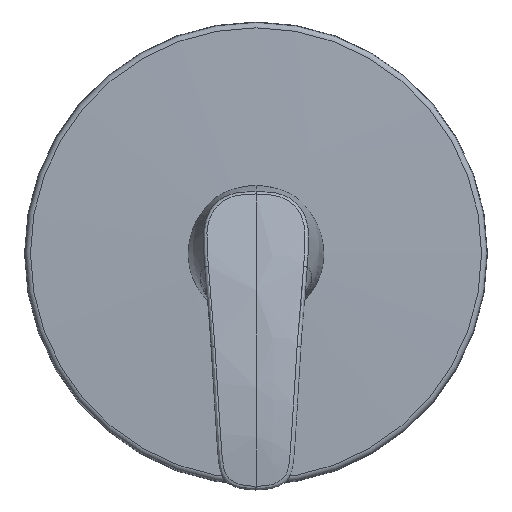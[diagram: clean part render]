
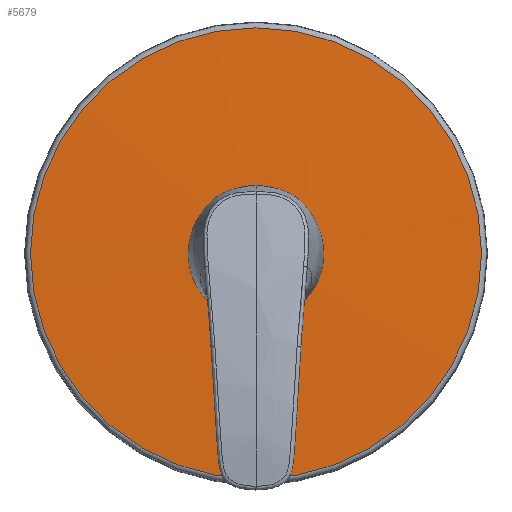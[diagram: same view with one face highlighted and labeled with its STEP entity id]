
A CAD part, top view. The second image highlights one B-rep face of the part: STEP entity #5679.
In plain terms, the highlighted spherical face has radius 1892 mm.
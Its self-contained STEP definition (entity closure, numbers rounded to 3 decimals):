
#144 = ORIENTED_EDGE ( 'NONE', *, *, #6443, .F. ) ;
#424 = EDGE_CURVE ( 'NONE', #5125, #5125, #6865, .T. ) ;
#2057 = ORIENTED_EDGE ( 'NONE', *, *, #424, .T. ) ;
#2066 = CARTESIAN_POINT ( 'NONE',  ( 0., 0., 12.186 ) ) ;
#2164 = EDGE_LOOP ( 'NONE', ( #144 ) ) ;
#2690 = AXIS2_PLACEMENT_3D ( 'NONE', #7758, #7574, #7329 ) ;
#2714 = DIRECTION ( 'NONE',  ( 1., 0., 0. ) ) ;
#3037 = CARTESIAN_POINT ( 'NONE',  ( 0., 0., -1878. ) ) ;
#3118 = AXIS2_PLACEMENT_3D ( 'NONE', #2066, #6391, #2714 ) ;
#3669 = DIRECTION ( 'NONE',  ( 0.878, -0.479, 0. ) ) ;
#4899 = VERTEX_POINT ( 'NONE', #6286 ) ;
#5125 = VERTEX_POINT ( 'NONE', #6490 ) ;
#5497 = CIRCLE ( 'NONE', #3118, 82.834 ) ;
#5679 = ADVANCED_FACE ( 'NONE', ( #6671, #6331 ), #6156, .T. ) ;
#6156 = SPHERICAL_SURFACE ( 'NONE', #6545, 1892. ) ;
#6286 = CARTESIAN_POINT ( 'NONE',  ( 82.834, 0., 12.186 ) ) ;
#6331 = FACE_OUTER_BOUND ( 'NONE', #7680, .T. ) ;
#6391 = DIRECTION ( 'NONE',  ( 0., 0., -1. ) ) ;
#6443 = EDGE_CURVE ( 'NONE', #4899, #4899, #5497, .T. ) ;
#6490 = CARTESIAN_POINT ( 'NONE',  ( -24.9, 0., 13.836 ) ) ;
#6545 = AXIS2_PLACEMENT_3D ( 'NONE', #3037, #3669, #7854 ) ;
#6671 = FACE_OUTER_BOUND ( 'NONE', #2164, .T. ) ;
#6865 = CIRCLE ( 'NONE', #2690, 24.9 ) ;
#7329 = DIRECTION ( 'NONE',  ( -1., 0., 0. ) ) ;
#7574 = DIRECTION ( 'NONE',  ( 0., 0., -1. ) ) ;
#7680 = EDGE_LOOP ( 'NONE', ( #2057 ) ) ;
#7758 = CARTESIAN_POINT ( 'NONE',  ( 0., 0., 13.836 ) ) ;
#7854 = DIRECTION ( 'NONE',  ( 0.479, 0.878, 0. ) ) ;
